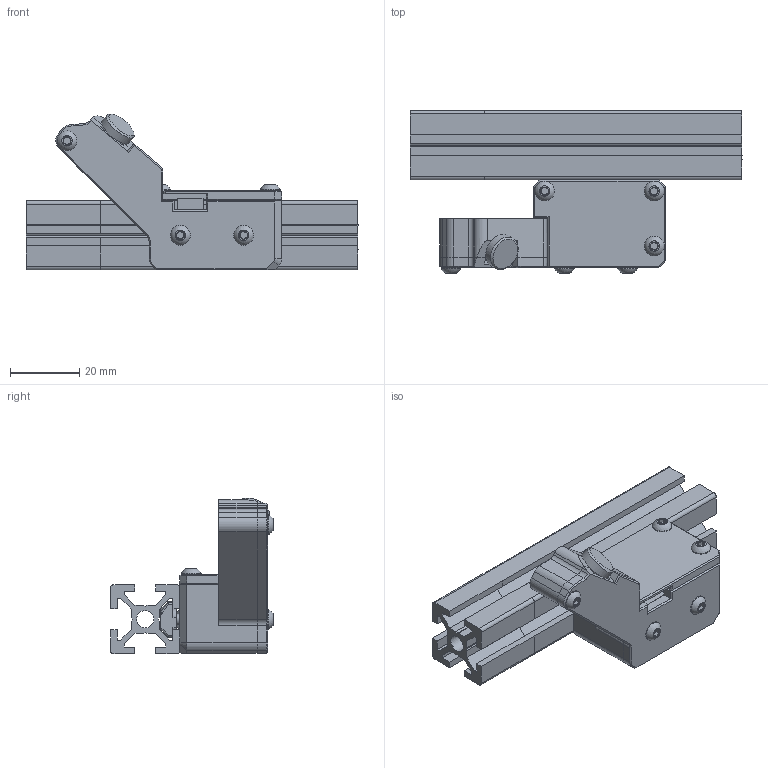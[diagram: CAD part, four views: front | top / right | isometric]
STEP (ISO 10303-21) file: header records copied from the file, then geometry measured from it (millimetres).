
FILE_DESCRIPTION(/* description */ (''),/* implementation_level */ '2;1');
FILE_NAME(/* name */ 'camera_housing.step',/* time_stamp */ '2025-07-06T18:05:51-05:00',/* author */ (''),/* organization */ (''),/* preprocessor_version */ 'ST-DEVELOPER v20.1',/* originating_system */ 'Autodesk Translation Framework v14.10.0.0',/* authorisation */ '');
FILE_SCHEMA (('AUTOMOTIVE_DESIGN { 1 0 10303 214 3 1 1 }'));
Length unit declared in the file: millimetre
Products named in the file (9): camera; camera_1; housing; Misumi 2020; hardware; M3x8 BHCS; (Unsaved); M3x25 BHCS; M3 Hammerhead T-Nut
Assembly tree (16 placements, depth 3):
  camera
    camera_1
    housing
    Misumi 2020
    hardware
      M3x8 BHCS  x4
      (Unsaved)  x4
      M3x25 BHCS  x2
      M3 Hammerhead T-Nut  x2
Bounding box: 95.75 x 47 x 44.97 mm (x, y, z)
Volume: 43032.4 mm3; surface area: 33623.8 mm2
Topology: 18 solids, 18 shells, 1086 faces, 2804 edges, 1798 vertices
Faces by surface type: plane 398, bspline 320, cylinder 217, cone 129, sphere 18, torus 4
Full cylindrical faces by diameter (mm): 2.5 x2, 2.55 x2, 2.9 x4, 3 x8, 3.2 x3, 3.3 x3, 4.1 x4, 4.25 x8, 4.7 x4, 5 x2, 5.2 x2, 5.7 x6, 10 x1
Entity records: 22709 total; most frequent: CARTESIAN_POINT 8651, ORIENTED_EDGE 2944, DIRECTION 2689, EDGE_CURVE 1472, LINE 941, VECTOR 941, VERTEX_POINT 934, AXIS2_PLACEMENT_3D 874
